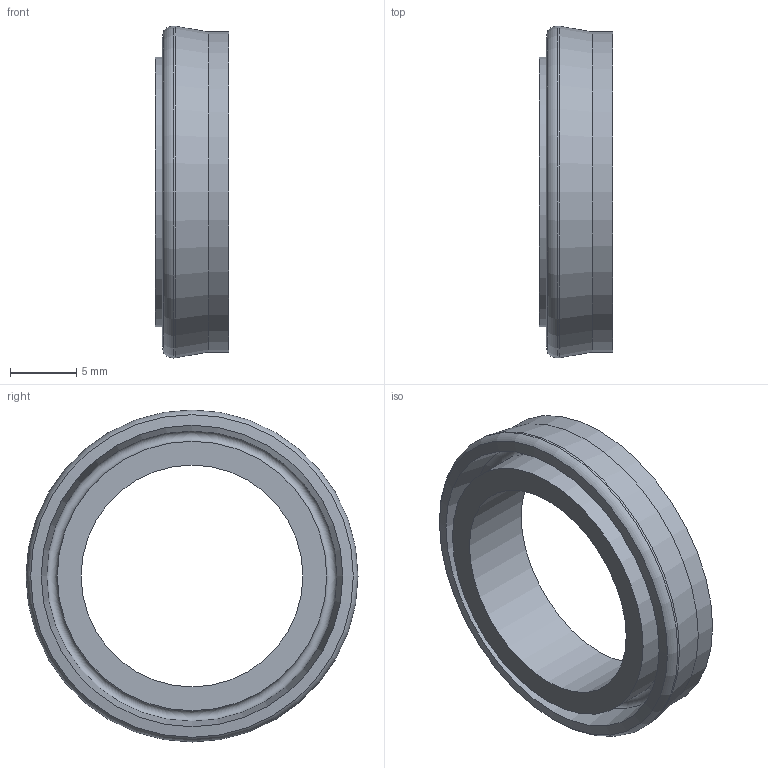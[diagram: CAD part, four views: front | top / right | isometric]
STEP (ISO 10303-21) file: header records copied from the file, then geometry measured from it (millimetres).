
FILE_DESCRIPTION(('HOOPS Exchange Step'),'2;1');
FILE_NAME('Joint en U 25x17x5,5.step','2018-12-28T16:49:20+00:00',('SYSTEM'),('Unknown organisation'),'HOOPS Exchange 10.0','HOOPS Exchange','Unknown authorisation');
FILE_SCHEMA( ('AUTOMOTIVE_DESIGN { 1 0 10303 214 1 1 1 1 }') );
Length unit declared in the file: millimetre
Products named in the file (2): Défaut; Joint en U 25x17x5,5
Assembly tree (1 placements, depth 2):
  Joint en U 25x17x5,5
    Défaut
Bounding box: 5.5 x 25 x 25 mm (x, y, z)
Volume: 1137.9 mm3; surface area: 1489.4 mm2
Topology: 1 solids, 1 shells, 11 faces, 22 edges, 13 vertices
Faces by surface type: cylinder 3, cone 3, torus 3, plane 2
Full cylindrical faces by diameter (mm): 16.7 x1, 20.3 x1, 24.1 x1
Entity records: 343 total; most frequent: DIRECTION 66, CARTESIAN_POINT 49, ORIENTED_EDGE 44, AXIS2_PLACEMENT_3D 30, EDGE_CURVE 22, CIRCLE 16, VERTEX_POINT 13, EDGE_LOOP 13
